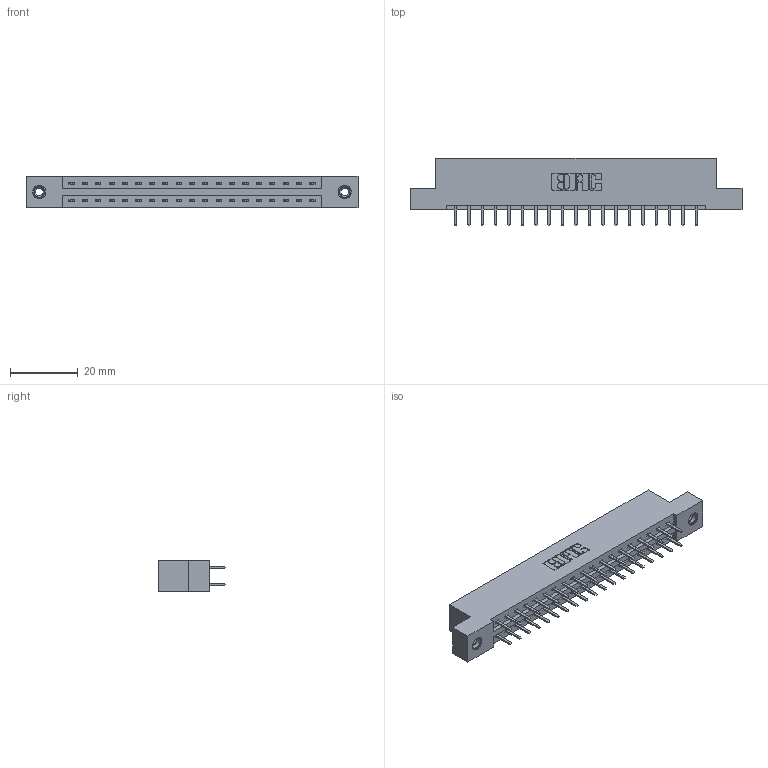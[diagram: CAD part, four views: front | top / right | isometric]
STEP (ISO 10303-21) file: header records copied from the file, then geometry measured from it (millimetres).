
FILE_DESCRIPTION (( 'STEP AP203' ), '1' );
FILE_NAME ('337-038-520-208.STEP', '2019-10-09T10:39:35', ( '' ), ( '' ), 'SwSTEP 2.0', 'SolidWorks 2016', '' );
FILE_SCHEMA (( 'CONFIG_CONTROL_DESIGN' ));
Length unit declared in the file: inch
Products named in the file (4): 345-292-001_345-293-120; 337 Part_Flush Mounting Lugs - 0.156 Dia-TI; 337-038-520-208; 345-250-001_345-250-003-102
Assembly tree (41 placements, depth 2):
  337-038-520-208
    337 Part_Flush Mounting Lugs - 0.156 Dia-TI
    345-292-001_345-293-120  x38
    345-250-001_345-250-003-102  x2
Bounding box: 98.3 x 20.02 x 9.4 mm (x, y, z)
Volume: 10030 mm3; surface area: 11091.9 mm2
Topology: 41 solids, 41 shells, 2378 faces, 6869 edges, 4470 vertices
Faces by surface type: plane 1622, cylinder 740, cone 12, torus 4
Entity records: 19006 total; most frequent: CARTESIAN_POINT 3213, ORIENTED_EDGE 3130, DIRECTION 2795, EDGE_CURVE 1565, LINE 1413, VECTOR 1413, VERTEX_POINT 1036, AXIS2_PLACEMENT_3D 691
